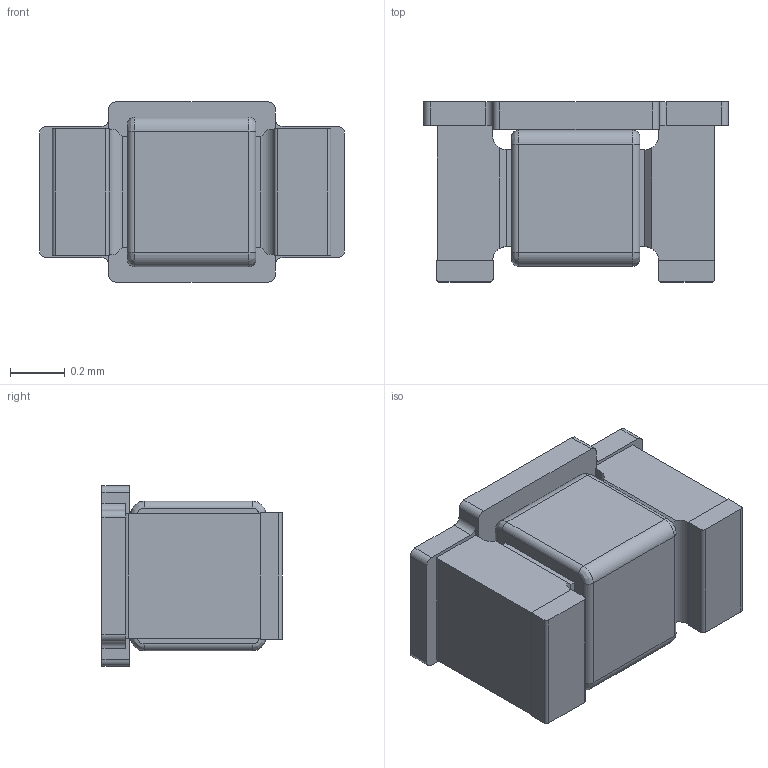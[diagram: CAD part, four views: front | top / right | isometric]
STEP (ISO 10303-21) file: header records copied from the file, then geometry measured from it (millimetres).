
FILE_DESCRIPTION (( 'STEP AP214' ), '1' );
FILE_NAME ('Coilcraft-0402DF.STEP', '2015-11-15T13:37:25', ( 'Windows User' ), ( '' ), 'SwSTEP 2.0', 'SolidWorks 2016', '' );
FILE_SCHEMA (( 'AUTOMOTIVE_DESIGN' ));
Length unit declared in the file: inch
Products named in the file (1): Coilcraft-0402DF
Bounding box: 1.12 x 0.66 x 0.66 mm (x, y, z)
Volume: 0.3 mm3; surface area: 4.2 mm2
Topology: 1 solids, 1 shells, 96 faces, 249 edges, 158 vertices
Faces by surface type: plane 53, cylinder 35, bspline 8
Entity records: 4291 total; most frequent: CARTESIAN_POINT 672, ORIENTED_EDGE 498, DIRECTION 481, EDGE_CURVE 249, VECTOR 163, LINE 163, AXIS2_PLACEMENT_3D 159, VERTEX_POINT 158
